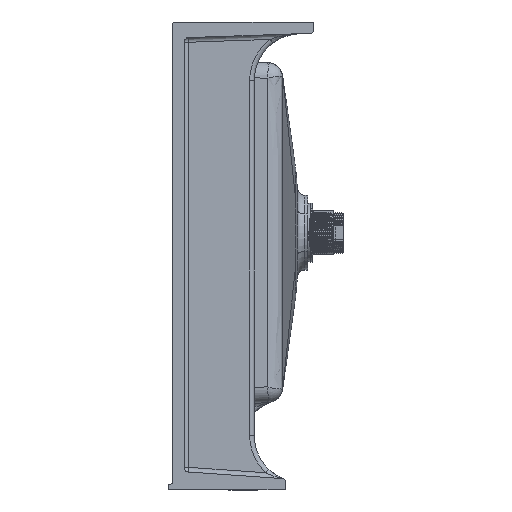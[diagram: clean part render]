
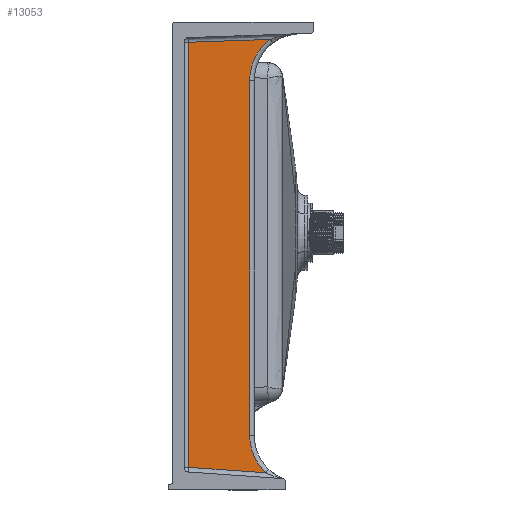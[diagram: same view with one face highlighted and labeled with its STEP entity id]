
A CAD part, left-side view. The second image highlights one B-rep face of the part: STEP entity #13053.
In plain terms, the highlighted planar face has unit normal (-1, -0.018, 0).
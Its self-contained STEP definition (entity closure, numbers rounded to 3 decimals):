
#1352 =( BOUNDED_CURVE ( )  B_SPLINE_CURVE ( 3, ( #9303, #3150, #16076, #37431 ),
 .UNSPECIFIED., .F., .F. ) 
 B_SPLINE_CURVE_WITH_KNOTS ( ( 4, 4 ),
 ( 0., 0.924 ),
 .UNSPECIFIED. ) 
 CURVE ( )  GEOMETRIC_REPRESENTATION_ITEM ( )  RATIONAL_B_SPLINE_CURVE ( ( 1., 0.93, 0.93, 1. ) ) 
 REPRESENTATION_ITEM ( '' )  );
#2474 = CARTESIAN_POINT ( 'NONE',  ( -1057.257, -14.977, 203.285 ) ) ;
#3150 = CARTESIAN_POINT ( 'NONE',  ( -1056.086, -82.087, 180.078 ) ) ;
#3159 = CARTESIAN_POINT ( 'NONE',  ( -1056.086, -82.087, -231.979 ) ) ;
#3182 = ORIENTED_EDGE ( 'NONE', *, *, #16119, .T. ) ;
#4546 = CARTESIAN_POINT ( 'NONE',  ( -1057.309, -12., 288.571 ) ) ;
#5550 = CARTESIAN_POINT ( 'NONE',  ( -1057.223, -16.913, 203.352 ) ) ;
#6329 = CARTESIAN_POINT ( 'NONE',  ( -1056.086, -82.087, -216.716 ) ) ;
#6617 = CARTESIAN_POINT ( 'NONE',  ( -1057.964, 25.497, -247.82 ) ) ;
#6698 = EDGE_CURVE ( 'NONE', #20302, #38984, #27589, .T. ) ;
#9303 = CARTESIAN_POINT ( 'NONE',  ( -1056.086, -82.087, 162.516 ) ) ;
#9978 = CARTESIAN_POINT ( 'NONE',  ( -1055.705, -103.922, 206.391 ) ) ;
#10361 = AXIS2_PLACEMENT_3D ( 'NONE', #4546, #22825, #32269 ) ;
#11682 = EDGE_CURVE ( 'NONE', #19117, #28767, #27996, .T. ) ;
#11775 = DIRECTION ( 'NONE',  ( 0., 0., 1. ) ) ;
#13053 = ADVANCED_FACE ( 'NONE', ( #20148 ), #26122, .F. ) ;
#14091 = LINE ( 'NONE', #26843, #29311 ) ;
#14336 = ORIENTED_EDGE ( 'NONE', *, *, #30858, .T. ) ;
#14995 = DIRECTION ( 'NONE',  ( -0.017, 0.999, -0.035 ) ) ;
#15852 = DIRECTION ( 'NONE',  ( 0.017, -0.997, -0.07 ) ) ;
#16076 = CARTESIAN_POINT ( 'NONE',  ( -1055.949, -89.912, 195.801 ) ) ;
#16087 = CARTESIAN_POINT ( 'NONE',  ( -1056.086, -82.087, -216.716 ) ) ;
#16119 = EDGE_CURVE ( 'NONE', #28767, #23355, #1352, .T. ) ;
#16766 = EDGE_CURVE ( 'NONE', #38984, #19117, #28333, .T. ) ;
#19076 = ORIENTED_EDGE ( 'NONE', *, *, #33877, .T. ) ;
#19117 = VERTEX_POINT ( 'NONE', #6329 ) ;
#19171 = CARTESIAN_POINT ( 'NONE',  ( -1056.086, -82.087, 162.516 ) ) ;
#19461 = CARTESIAN_POINT ( 'NONE',  ( -1057.223, -16.913, -250.785 ) ) ;
#20003 = VECTOR ( 'NONE', #14995, 1000. ) ;
#20148 = FACE_OUTER_BOUND ( 'NONE', #36861, .T. ) ;
#20302 = VERTEX_POINT ( 'NONE', #19461 ) ;
#20757 = LINE ( 'NONE', #2474, #20003 ) ;
#21220 = CARTESIAN_POINT ( 'NONE',  ( -1056.086, -82.087, 288.571 ) ) ;
#22253 = CARTESIAN_POINT ( 'NONE',  ( -1055.788, -99.148, -256.536 ) ) ;
#22792 = VECTOR ( 'NONE', #11775, 1000. ) ;
#22825 = DIRECTION ( 'NONE',  ( 1., 0.017, 0. ) ) ;
#23355 = VERTEX_POINT ( 'NONE', #9978 ) ;
#23753 = DIRECTION ( 'NONE',  ( 0., 0., -1. ) ) ;
#26122 = PLANE ( 'NONE',  #10361 ) ;
#26597 = VECTOR ( 'NONE', #15852, 1000. ) ;
#26843 = CARTESIAN_POINT ( 'NONE',  ( -1057.223, -16.913, 288.571 ) ) ;
#27589 = LINE ( 'NONE', #6617, #26597 ) ;
#27657 = ORIENTED_EDGE ( 'NONE', *, *, #11682, .T. ) ;
#27947 = ORIENTED_EDGE ( 'NONE', *, *, #16766, .T. ) ;
#27996 = LINE ( 'NONE', #21220, #22792 ) ;
#28333 =( BOUNDED_CURVE ( )  B_SPLINE_CURVE ( 3, ( #22253, #31696, #3159, #16087 ),
 .UNSPECIFIED., .F., .F. ) 
 B_SPLINE_CURVE_WITH_KNOTS ( ( 4, 4 ),
 ( 5.474, 6.283 ),
 .UNSPECIFIED. ) 
 CURVE ( )  GEOMETRIC_REPRESENTATION_ITEM ( )  RATIONAL_B_SPLINE_CURVE ( ( 1., 0.946, 0.946, 1. ) ) 
 REPRESENTATION_ITEM ( '' )  );
#28767 = VERTEX_POINT ( 'NONE', #19171 ) ;
#29311 = VECTOR ( 'NONE', #23753, 1000. ) ;
#30720 = VERTEX_POINT ( 'NONE', #5550 ) ;
#30858 = EDGE_CURVE ( 'NONE', #23355, #30720, #20757, .T. ) ;
#31696 = CARTESIAN_POINT ( 'NONE',  ( -1055.981, -88.098, -246.008 ) ) ;
#32269 = DIRECTION ( 'NONE',  ( -0.017, 1., 0. ) ) ;
#33877 = EDGE_CURVE ( 'NONE', #30720, #20302, #14091, .T. ) ;
#36861 = EDGE_LOOP ( 'NONE', ( #27657, #3182, #14336, #19076, #40626, #27947 ) ) ;
#37431 = CARTESIAN_POINT ( 'NONE',  ( -1055.705, -103.922, 206.391 ) ) ;
#38984 = VERTEX_POINT ( 'NONE', #39903 ) ;
#39903 = CARTESIAN_POINT ( 'NONE',  ( -1055.788, -99.148, -256.536 ) ) ;
#40626 = ORIENTED_EDGE ( 'NONE', *, *, #6698, .T. ) ;
